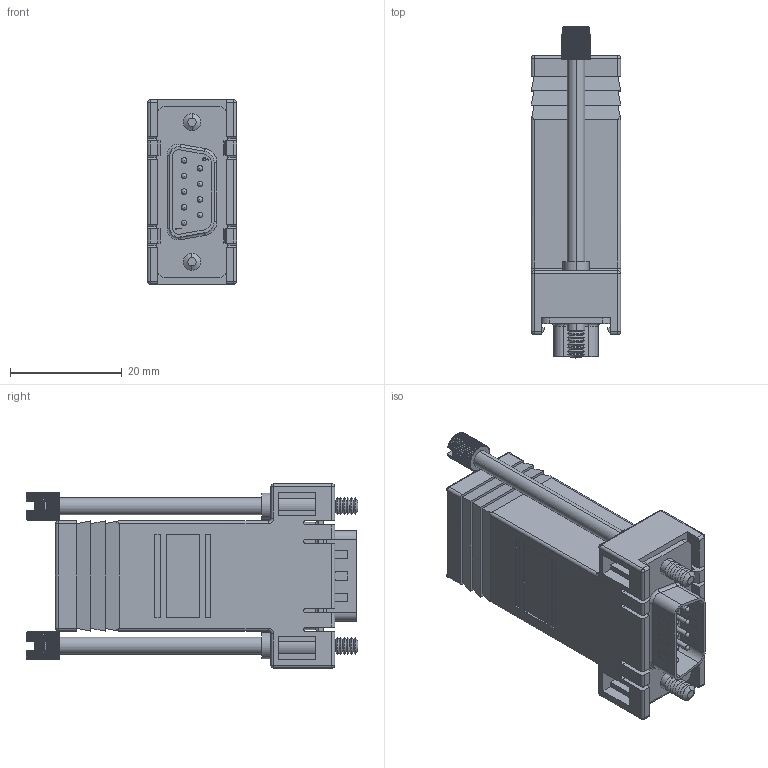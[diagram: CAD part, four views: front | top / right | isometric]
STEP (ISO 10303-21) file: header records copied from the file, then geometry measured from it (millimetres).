
FILE_DESCRIPTION (( 'STEP AP203' ), '1' );
FILE_NAME ('RA098M.STEP', '2013-07-22T20:53:12', ( 'x' ), ( '' ), 'SwSTEP 2.0', 'SolidWorks 2012', '' );
FILE_SCHEMA (( 'CONFIG_CONTROL_DESIGN' ));
Length unit declared in the file: inch
Products named in the file (6): RA098M; RA098F-SCREW; C&P9M; CRIMP&POKE M; RA098-MA1
Assembly tree (14 placements, depth 3):
  RA098M
    RA098-MA1
    C&P9M
      C&P9M
      CRIMP&POKE M  x9
    RA098F-SCREW  x2
Bounding box: 16 x 59.44 x 33.02 mm (x, y, z)
Volume: 10441.2 mm3; surface area: 12861.8 mm2
Topology: 13 solids, 13 shells, 1230 faces, 3213 edges, 2068 vertices
Faces by surface type: plane 592, cylinder 500, cone 84, torus 24, sphere 21, bspline 9
Entity records: 28365 total; most frequent: CARTESIAN_POINT 6165, ORIENTED_EDGE 4468, DIRECTION 4417, EDGE_CURVE 2234, AXIS2_PLACEMENT_3D 1483, VECTOR 1451, LINE 1451, VERTEX_POINT 1447
